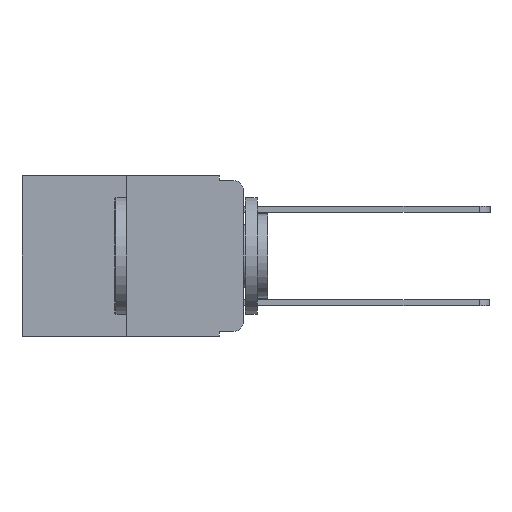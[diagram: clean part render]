
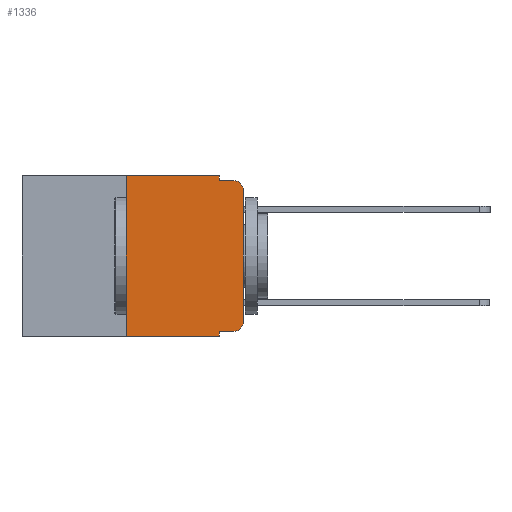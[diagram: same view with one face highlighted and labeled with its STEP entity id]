
A CAD part, left-side view. The second image highlights one B-rep face of the part: STEP entity #1336.
In plain terms, the highlighted planar face has unit normal (-1, 0, 0).
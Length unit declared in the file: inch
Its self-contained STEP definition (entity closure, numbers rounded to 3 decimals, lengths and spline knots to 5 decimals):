
#148 = ORIENTED_EDGE ( 'NONE', *, *, #8655, .T. ) ;
#393 = VECTOR ( 'NONE', #15235, 39.37008 ) ;
#502 = ORIENTED_EDGE ( 'NONE', *, *, #4277, .F. ) ;
#1040 = EDGE_CURVE ( 'NONE', #8251, #18748, #9456, .T. ) ;
#1336 = ADVANCED_FACE ( 'NONE', ( #12995 ), #5773, .F. ) ;
#1416 = CARTESIAN_POINT ( 'NONE',  ( 0., 0.02, -0.01 ) ) ;
#2209 = EDGE_CURVE ( 'NONE', #4591, #8251, #18660, .T. ) ;
#2310 = VECTOR ( 'NONE', #8952, 39.37008 ) ;
#2937 = CARTESIAN_POINT ( 'NONE',  ( 0., 0.02, -0.333 ) ) ;
#3158 = DIRECTION ( 'NONE',  ( 0., 0., -1. ) ) ;
#3224 = DIRECTION ( 'NONE',  ( 1., 0., 0. ) ) ;
#3332 = EDGE_CURVE ( 'NONE', #4591, #8385, #15527, .T. ) ;
#3953 = VERTEX_POINT ( 'NONE', #15678 ) ;
#4189 = VERTEX_POINT ( 'NONE', #14815 ) ;
#4277 = EDGE_CURVE ( 'NONE', #8466, #3953, #17184, .T. ) ;
#4376 = CARTESIAN_POINT ( 'NONE',  ( 0., 0.473, 0. ) ) ;
#4403 = EDGE_CURVE ( 'NONE', #9508, #8466, #18838, .T. ) ;
#4518 = VECTOR ( 'NONE', #7464, 39.37008 ) ;
#4554 = EDGE_LOOP ( 'NONE', ( #148, #19898, #11594, #4786, #502, #20034, #19309, #11069, #19981, #6621 ) ) ;
#4591 = VERTEX_POINT ( 'NONE', #19057 ) ;
#4612 = CARTESIAN_POINT ( 'NONE',  ( 0., 0.051, -0.01 ) ) ;
#4786 = ORIENTED_EDGE ( 'NONE', *, *, #5471, .F. ) ;
#4838 = CARTESIAN_POINT ( 'NONE',  ( 0., 0.051, -0.343 ) ) ;
#5046 = LINE ( 'NONE', #12960, #12822 ) ;
#5471 = EDGE_CURVE ( 'NONE', #3953, #4189, #14981, .T. ) ;
#5773 = PLANE ( 'NONE',  #8351 ) ;
#5924 = CARTESIAN_POINT ( 'NONE',  ( 0., 0.02, -0.03 ) ) ;
#6233 = DIRECTION ( 'NONE',  ( 0., -1., 0. ) ) ;
#6276 = CARTESIAN_POINT ( 'NONE',  ( 0., 0., -0.313 ) ) ;
#6358 = VECTOR ( 'NONE', #10255, 39.37008 ) ;
#6419 = VECTOR ( 'NONE', #13872, 39.37008 ) ;
#6497 = CARTESIAN_POINT ( 'NONE',  ( 0., 0.25, 0. ) ) ;
#6539 = EDGE_CURVE ( 'NONE', #4189, #6583, #18132, .T. ) ;
#6583 = VERTEX_POINT ( 'NONE', #1416 ) ;
#6621 = ORIENTED_EDGE ( 'NONE', *, *, #1040, .T. ) ;
#7091 = AXIS2_PLACEMENT_3D ( 'NONE', #5924, #16690, #7471 ) ;
#7464 = DIRECTION ( 'NONE',  ( 0., -1., 0. ) ) ;
#7471 = DIRECTION ( 'NONE',  ( 0., 0., -1. ) ) ;
#7478 = CARTESIAN_POINT ( 'NONE',  ( 0., 0.051, 0. ) ) ;
#7583 = EDGE_CURVE ( 'NONE', #10837, #6583, #12631, .T. ) ;
#8251 = VERTEX_POINT ( 'NONE', #2937 ) ;
#8253 = DIRECTION ( 'NONE',  ( 0., 0., -1. ) ) ;
#8351 = AXIS2_PLACEMENT_3D ( 'NONE', #4376, #3224, #3158 ) ;
#8385 = VERTEX_POINT ( 'NONE', #4838 ) ;
#8466 = VERTEX_POINT ( 'NONE', #6497 ) ;
#8655 = EDGE_CURVE ( 'NONE', #18748, #10837, #5046, .T. ) ;
#8728 = LINE ( 'NONE', #10615, #4518 ) ;
#8952 = DIRECTION ( 'NONE',  ( 0., 0., 1. ) ) ;
#9456 = CIRCLE ( 'NONE', #20349, 0.02 ) ;
#9508 = VERTEX_POINT ( 'NONE', #17939 ) ;
#10012 = CARTESIAN_POINT ( 'NONE',  ( 0., 0.25, 0. ) ) ;
#10255 = DIRECTION ( 'NONE',  ( 0., 0., -1. ) ) ;
#10332 = EDGE_CURVE ( 'NONE', #9508, #8385, #8728, .T. ) ;
#10615 = CARTESIAN_POINT ( 'NONE',  ( 0., 0.473, -0.343 ) ) ;
#10837 = VERTEX_POINT ( 'NONE', #19228 ) ;
#10935 = VECTOR ( 'NONE', #8253, 39.37008 ) ;
#11069 = ORIENTED_EDGE ( 'NONE', *, *, #3332, .F. ) ;
#11568 = DIRECTION ( 'NONE',  ( 0., 0., -1. ) ) ;
#11594 = ORIENTED_EDGE ( 'NONE', *, *, #6539, .F. ) ;
#11639 = DIRECTION ( 'NONE',  ( -1., 0., 0. ) ) ;
#11685 = CARTESIAN_POINT ( 'NONE',  ( 0., 0.02, -0.313 ) ) ;
#12631 = CIRCLE ( 'NONE', #7091, 0.02 ) ;
#12766 = CARTESIAN_POINT ( 'NONE',  ( 0., 0.051, 0. ) ) ;
#12822 = VECTOR ( 'NONE', #13027, 39.37008 ) ;
#12960 = CARTESIAN_POINT ( 'NONE',  ( 0., 0., 0. ) ) ;
#12995 = FACE_OUTER_BOUND ( 'NONE', #4554, .T. ) ;
#12998 = CARTESIAN_POINT ( 'NONE',  ( 0., 0.473, 0. ) ) ;
#13027 = DIRECTION ( 'NONE',  ( 0., 0., 1. ) ) ;
#13872 = DIRECTION ( 'NONE',  ( 0., -1., 0. ) ) ;
#14582 = VECTOR ( 'NONE', #6233, 39.37008 ) ;
#14588 = CARTESIAN_POINT ( 'NONE',  ( 0., 0.051, -0.333 ) ) ;
#14815 = CARTESIAN_POINT ( 'NONE',  ( 0., 0.051, -0.01 ) ) ;
#14981 = LINE ( 'NONE', #7478, #10935 ) ;
#15235 = DIRECTION ( 'NONE',  ( 0., -1., 0. ) ) ;
#15527 = LINE ( 'NONE', #12766, #6358 ) ;
#15678 = CARTESIAN_POINT ( 'NONE',  ( 0., 0.051, 0. ) ) ;
#16690 = DIRECTION ( 'NONE',  ( -1., 0., 0. ) ) ;
#17184 = LINE ( 'NONE', #12998, #393 ) ;
#17939 = CARTESIAN_POINT ( 'NONE',  ( 0., 0.25, -0.343 ) ) ;
#18132 = LINE ( 'NONE', #4612, #14582 ) ;
#18660 = LINE ( 'NONE', #14588, #6419 ) ;
#18748 = VERTEX_POINT ( 'NONE', #6276 ) ;
#18838 = LINE ( 'NONE', #10012, #2310 ) ;
#19057 = CARTESIAN_POINT ( 'NONE',  ( 0., 0.051, -0.333 ) ) ;
#19228 = CARTESIAN_POINT ( 'NONE',  ( 0., 0., -0.03 ) ) ;
#19309 = ORIENTED_EDGE ( 'NONE', *, *, #10332, .T. ) ;
#19898 = ORIENTED_EDGE ( 'NONE', *, *, #7583, .T. ) ;
#19981 = ORIENTED_EDGE ( 'NONE', *, *, #2209, .T. ) ;
#20034 = ORIENTED_EDGE ( 'NONE', *, *, #4403, .F. ) ;
#20349 = AXIS2_PLACEMENT_3D ( 'NONE', #11685, #11639, #11568 ) ;
